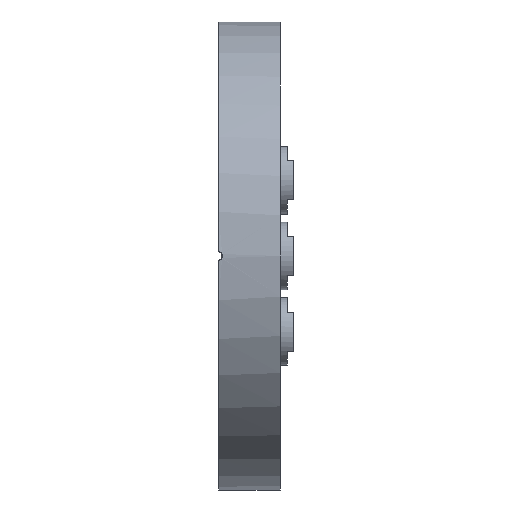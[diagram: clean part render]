
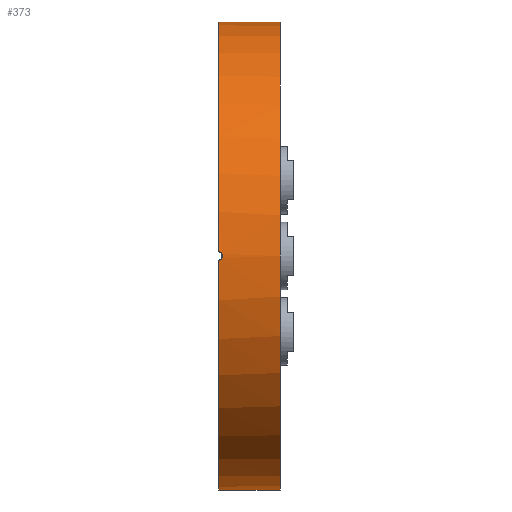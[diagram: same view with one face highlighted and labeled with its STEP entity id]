
A CAD part, left-side view. The second image highlights one B-rep face of the part: STEP entity #373.
In plain terms, the highlighted cylindrical face has radius 57.15 mm (diameter 114.3 mm), a partial arc.
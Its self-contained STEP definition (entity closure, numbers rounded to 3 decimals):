
#78 = CARTESIAN_POINT ( 'NONE',  ( 0., -15., 0. ) ) ;
#291 = ORIENTED_EDGE ( 'NONE', *, *, #4288, .T. ) ;
#320 = CARTESIAN_POINT ( 'NONE',  ( -57.15, -1., 0.131 ) ) ;
#373 = ADVANCED_FACE ( 'NONE', ( #4218 ), #633, .T. ) ;
#453 = DIRECTION ( 'NONE',  ( 0., 0., 1. ) ) ;
#497 = DIRECTION ( 'NONE',  ( 0., 0., 1. ) ) ;
#633 = CYLINDRICAL_SURFACE ( 'NONE', #1354, 57.15 ) ;
#643 = LINE ( 'NONE', #3568, #1917 ) ;
#704 = CIRCLE ( 'NONE', #1747, 57.15 ) ;
#740 = CARTESIAN_POINT ( 'NONE',  ( -57.15, -0.974, -0.261 ) ) ;
#822 = CARTESIAN_POINT ( 'NONE',  ( 0., 0., 0. ) ) ;
#832 = ORIENTED_EDGE ( 'NONE', *, *, #3044, .F. ) ;
#848 = DIRECTION ( 'NONE',  ( 0., 1., 0. ) ) ;
#868 = VERTEX_POINT ( 'NONE', #1823 ) ;
#966 = DIRECTION ( 'NONE',  ( 0., 1., 0. ) ) ;
#1034 = CIRCLE ( 'NONE', #5304, 57.15 ) ;
#1044 = EDGE_LOOP ( 'NONE', ( #832, #3065, #4558, #2118, #291, #2533 ) ) ;
#1115 = CARTESIAN_POINT ( 'NONE',  ( 0., -15., -57.15 ) ) ;
#1137 = CARTESIAN_POINT ( 'NONE',  ( 0., -15., -57.15 ) ) ;
#1158 = CARTESIAN_POINT ( 'NONE',  ( -57.147, -0.801, -0.613 ) ) ;
#1255 = DIRECTION ( 'NONE',  ( 0., 0., 1. ) ) ;
#1354 = AXIS2_PLACEMENT_3D ( 'NONE', #5180, #848, #453 ) ;
#1585 = CARTESIAN_POINT ( 'NONE',  ( -57.141, -0.132, 1. ) ) ;
#1605 = CARTESIAN_POINT ( 'NONE',  ( -57.141, -0.264, -1. ) ) ;
#1655 = B_SPLINE_CURVE_WITH_KNOTS ( 'NONE', 3,
 ( #3746, #1585, #4612, #2011, #5046, #2451, #5490, #2916, #320, #3344, #740, #3764, #1158, #4199, #1605, #4633 ),
 .UNSPECIFIED., .F., .F.,
 ( 4, 2, 2, 2, 2, 2, 2, 4 ),
 ( 0., 0., 0.001, 0.001, 0.002, 0.002, 0.002, 0.003 ),
 .UNSPECIFIED. ) ;
#1747 = AXIS2_PLACEMENT_3D ( 'NONE', #822, #3854, #1255 ) ;
#1823 = CARTESIAN_POINT ( 'NONE',  ( -57.141, 0., -1. ) ) ;
#1857 = AXIS2_PLACEMENT_3D ( 'NONE', #1939, #4974, #2376 ) ;
#1917 = VECTOR ( 'NONE', #966, 1000. ) ;
#1939 = CARTESIAN_POINT ( 'NONE',  ( 0., 0., 0. ) ) ;
#2011 = CARTESIAN_POINT ( 'NONE',  ( -57.143, -0.504, 0.874 ) ) ;
#2118 = ORIENTED_EDGE ( 'NONE', *, *, #4396, .F. ) ;
#2376 = DIRECTION ( 'NONE',  ( 0., 0., 1. ) ) ;
#2451 = CARTESIAN_POINT ( 'NONE',  ( -57.147, -0.799, 0.615 ) ) ;
#2533 = ORIENTED_EDGE ( 'NONE', *, *, #4180, .F. ) ;
#2916 = CARTESIAN_POINT ( 'NONE',  ( -57.15, -0.974, 0.263 ) ) ;
#2939 = CARTESIAN_POINT ( 'NONE',  ( 0., -15., 57.15 ) ) ;
#3044 = EDGE_CURVE ( 'NONE', #4832, #4655, #5311, .T. ) ;
#3065 = ORIENTED_EDGE ( 'NONE', *, *, #4510, .T. ) ;
#3101 = DIRECTION ( 'NONE',  ( 0., 1., 0. ) ) ;
#3344 = CARTESIAN_POINT ( 'NONE',  ( -57.15, -1., -0.13 ) ) ;
#3394 = VERTEX_POINT ( 'NONE', #3994 ) ;
#3568 = CARTESIAN_POINT ( 'NONE',  ( 0., -15., 57.15 ) ) ;
#3746 = CARTESIAN_POINT ( 'NONE',  ( -57.141, 0., 1. ) ) ;
#3764 = CARTESIAN_POINT ( 'NONE',  ( -57.148, -0.874, -0.503 ) ) ;
#3854 = DIRECTION ( 'NONE',  ( 0., 1., 0. ) ) ;
#3994 = CARTESIAN_POINT ( 'NONE',  ( 0., 0., 57.15 ) ) ;
#4056 = CARTESIAN_POINT ( 'NONE',  ( -57.141, 0., 1. ) ) ;
#4168 = VECTOR ( 'NONE', #5041, 1000. ) ;
#4180 = EDGE_CURVE ( 'NONE', #4655, #868, #4966, .T. ) ;
#4199 = CARTESIAN_POINT ( 'NONE',  ( -57.143, -0.521, -0.893 ) ) ;
#4218 = FACE_OUTER_BOUND ( 'NONE', #1044, .T. ) ;
#4288 = EDGE_CURVE ( 'NONE', #4939, #868, #1655, .T. ) ;
#4301 = VERTEX_POINT ( 'NONE', #2939 ) ;
#4396 = EDGE_CURVE ( 'NONE', #4939, #3394, #704, .T. ) ;
#4433 = CARTESIAN_POINT ( 'NONE',  ( 0., 0., -57.15 ) ) ;
#4510 = EDGE_CURVE ( 'NONE', #4832, #4301, #1034, .T. ) ;
#4558 = ORIENTED_EDGE ( 'NONE', *, *, #4611, .T. ) ;
#4611 = EDGE_CURVE ( 'NONE', #4301, #3394, #643, .T. ) ;
#4612 = CARTESIAN_POINT ( 'NONE',  ( -57.142, -0.262, 0.974 ) ) ;
#4633 = CARTESIAN_POINT ( 'NONE',  ( -57.141, 0., -1. ) ) ;
#4655 = VERTEX_POINT ( 'NONE', #4433 ) ;
#4832 = VERTEX_POINT ( 'NONE', #1115 ) ;
#4939 = VERTEX_POINT ( 'NONE', #4056 ) ;
#4966 = CIRCLE ( 'NONE', #1857, 57.15 ) ;
#4974 = DIRECTION ( 'NONE',  ( 0., 1., 0. ) ) ;
#5041 = DIRECTION ( 'NONE',  ( 0., 1., 0. ) ) ;
#5046 = CARTESIAN_POINT ( 'NONE',  ( -57.144, -0.615, 0.799 ) ) ;
#5180 = CARTESIAN_POINT ( 'NONE',  ( 0., -15., 0. ) ) ;
#5304 = AXIS2_PLACEMENT_3D ( 'NONE', #78, #3101, #497 ) ;
#5311 = LINE ( 'NONE', #1137, #4168 ) ;
#5490 = CARTESIAN_POINT ( 'NONE',  ( -57.148, -0.874, 0.503 ) ) ;
